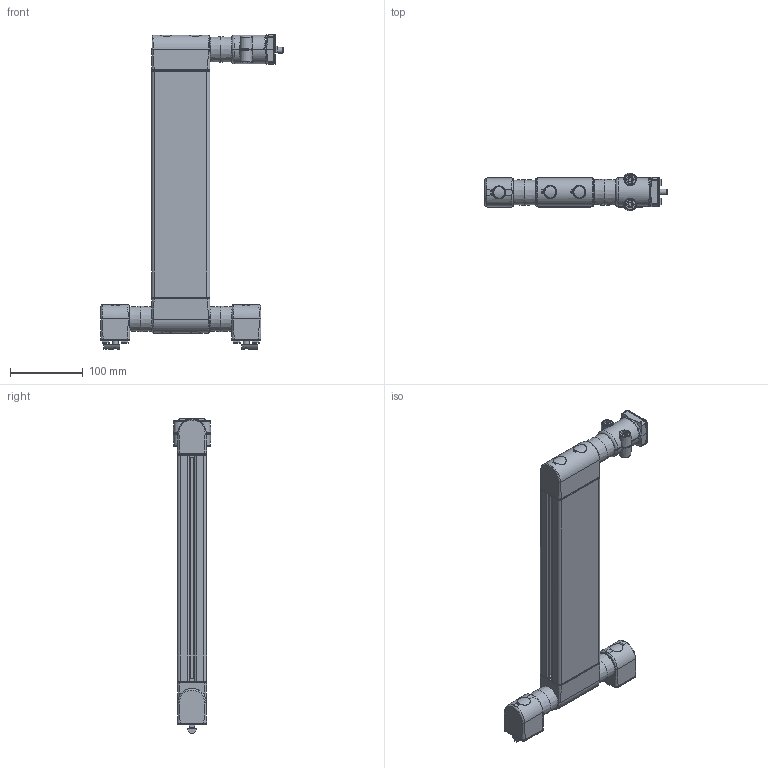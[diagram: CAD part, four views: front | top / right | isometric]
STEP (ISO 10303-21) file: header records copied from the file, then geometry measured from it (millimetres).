
FILE_DESCRIPTION(('STEP AP203'),'1');
FILE_NAME('ERGO08H2659.stp','2024-03-04T13:39:08',(' '),(' '),'Spatial InterOp 3D',' ',' ');
FILE_SCHEMA(('CONFIG_CONTROL_DESIGN'));
Length unit declared in the file: millimetre
Products named in the file (24): Articulation à friction simple perpendiculaire section double; Capot 8-40; Vis CHC - M8x25; Vis CHC - M6x25; Ecrou hexagonal M6; Corps 1L40; Vis CHC - M8x50; Cache vis; arbre de friction; Corps 2Z40; générique bras articulé simples; Profilé 8 80x40 4N180 E; Articulation à friction double; Corps 2Y40; Kit de fixation; Vis BHC - M8x45; Écrou 8 St M8; Corps 1Z40
Assembly tree (44 placements, depth 5):
  générique bras articulé simples
    Articulation à friction simple perpendiculaire section double
      Articulation à friction simple perpendiculaire section double
        Capot 8-40
        Vis CHC - M8x25
        Vis CHC - M6x25  x2
        Ecrou hexagonal M6  x2
        Corps 1L40
          Corps 1L40
          Corps 1L40
      Articulation à friction simple perpendiculaire section double
        Vis CHC - M8x50  x2
        Capot 8-40  x2
        Cache vis  x2
        arbre de friction
        Corps 2Z40
    Profilé 8 80x40 4N180 E
    Articulation à friction double
      Articulation à friction double
        Capot 8-40  x2
        Cache vis  x2
        Vis CHC - M8x50  x2
        Corps 2Y40
      Articulation à friction double
        Kit de fixation  x2
          Vis BHC - M8x45
          Écrou 8 St M8
        Cache vis  x2
        Capot 8-40  x3
        Corps 1Z40  x2
        arbre de friction  x2
Bounding box: 250.89 x 51.88 x 431.56 mm (x, y, z)
Volume: 756261.9 mm3; surface area: 436774.4 mm2
Topology: 37 solids, 37 shells, 2170 faces, 5690 edges, 3723 vertices
Faces by surface type: plane 1097, cylinder 720, cone 208, torus 143, sphere 2
Full cylindrical faces by diameter (mm): 4 x2, 5 x2, 6 x4, 6.463 x2, 6.78 x2, 6.8 x2, 8 x14, 8.4 x6, 10 x8, 13 x11, 15.3 x6, 17.87 x6, 28 x5
Entity records: 49121 total; most frequent: CARTESIAN_POINT 13023, ORIENTED_EDGE 6450, DIRECTION 6275, EDGE_CURVE 3225, AXIS2_PLACEMENT_3D 2240, VERTEX_POINT 2190, LINE 1795, VECTOR 1795
